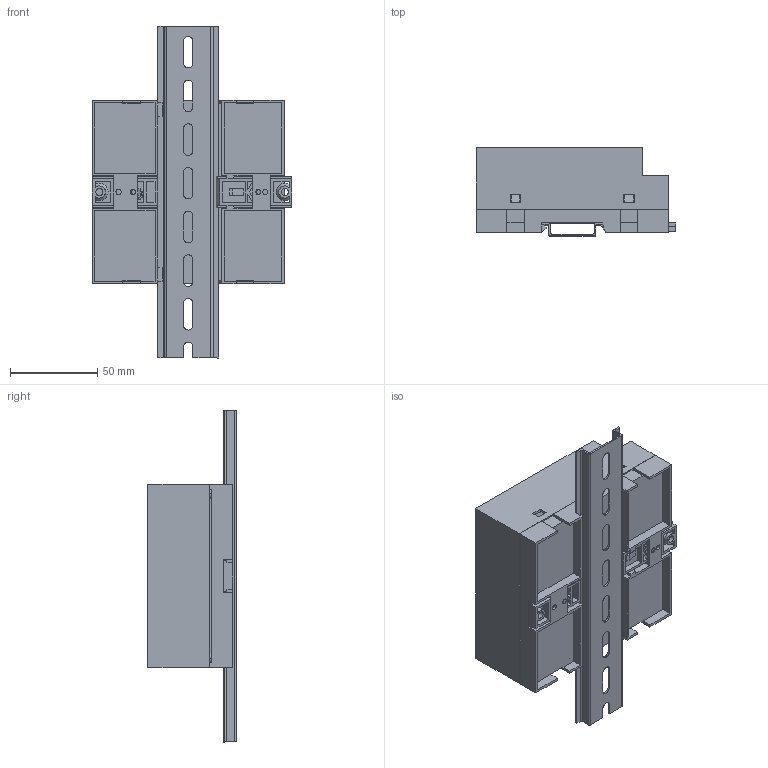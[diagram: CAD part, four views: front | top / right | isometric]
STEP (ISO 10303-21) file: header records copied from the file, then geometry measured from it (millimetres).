
FILE_DESCRIPTION (( 'STEP AP214' ), '1' );
FILE_NAME ('CEB-105-02.STEP', '2022-01-24T10:33:29', ( '' ), ( '' ), 'SwSTEP 2.0', 'SolidWorks 2017', '' );
FILE_SCHEMA (( 'AUTOMOTIVE_DESIGN' ));
Length unit declared in the file: millimetre
Products named in the file (18): CEB-105-02; Rail-35-190mm; TopCover-CEBC-105; Screw-small; Euro fixed Terminal-20Way; Clip-Small; BasePCB-CEBP-105-01; Body-105; Clip-Big
Assembly tree (9 placements, depth 2):
  CEB-105-02
    Body-105
    Clip-Big
    Clip-Small
    BasePCB-CEBP-105-01
    Euro fixed Terminal-20Way
    Screw-small  x2
    Rail-35-190mm
    TopCover-CEBC-105
  Rail-35-190mm
  TopCover-CEBC-105
  Screw-small
  Euro fixed Terminal-20Way
Bounding box: 114.3 x 50.55 x 190 mm (x, y, z)
Volume: 104446 mm3; surface area: 139347.8 mm2
Topology: 9 solids, 9 shells, 974 faces, 2664 edges, 1758 vertices
Faces by surface type: plane 746, cylinder 202, cone 20, torus 6
Entity records: 30462 total; most frequent: CARTESIAN_POINT 5362, ORIENTED_EDGE 5178, DIRECTION 4885, EDGE_CURVE 2589, VECTOR 2153, LINE 2153, VERTEX_POINT 1711, AXIS2_PLACEMENT_3D 1366
